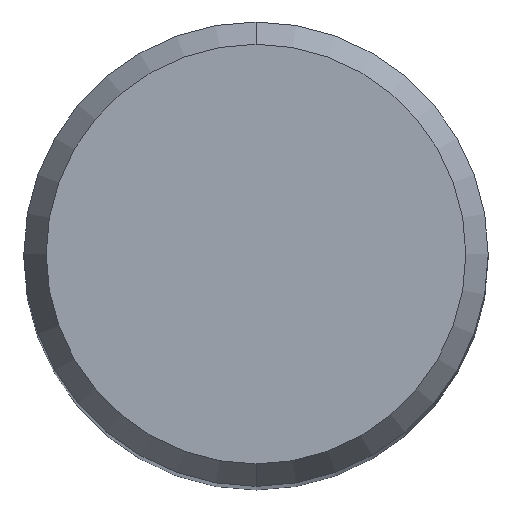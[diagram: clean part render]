
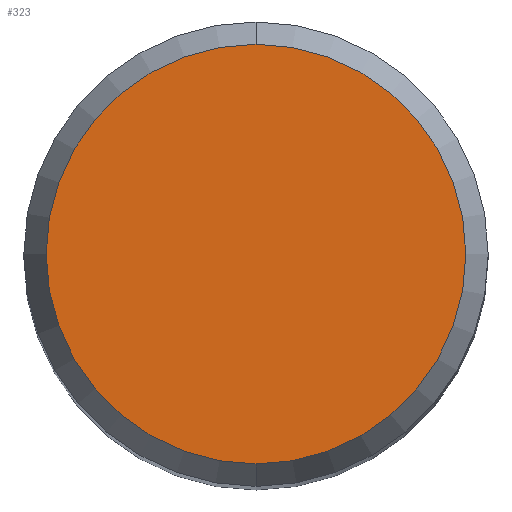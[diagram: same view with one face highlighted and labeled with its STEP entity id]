
A CAD part, top view. The second image highlights one B-rep face of the part: STEP entity #323.
In plain terms, the highlighted planar face has unit normal (0, 0, 1).
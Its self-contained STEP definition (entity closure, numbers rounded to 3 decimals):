
#191=VERTEX_POINT('',#484);
#237=EDGE_CURVE('',#437,#191,#532,.T.);
#323=ADVANCED_FACE('',(#632),#633,.T.);
#397=EDGE_CURVE('',#191,#437,#713,.T.);
#437=VERTEX_POINT('',#755);
#484=CARTESIAN_POINT('',(0.,-5.423,53.874));
#532=CIRCLE('',#904,5.423);
#632=FACE_OUTER_BOUND('',#1087,.T.);
#633=PLANE('',#1088);
#713=CIRCLE('',#1298,5.423);
#755=CARTESIAN_POINT('',(0.0,5.423,53.874));
#904=AXIS2_PLACEMENT_3D('',#1476,#1477,#1478);
#1087=EDGE_LOOP('',(#1617,#1618));
#1088=AXIS2_PLACEMENT_3D('',#1619,#1620,#1621);
#1298=AXIS2_PLACEMENT_3D('',#1704,#1705,#1706);
#1476=CARTESIAN_POINT('',(0.0,0.0,53.874));
#1477=DIRECTION('',(0.0,0.0,-1.0));
#1478=DIRECTION('',(0.0,1.0,0.0));
#1617=ORIENTED_EDGE('',*,*,#237,.F.);
#1618=ORIENTED_EDGE('',*,*,#397,.F.);
#1619=CARTESIAN_POINT('',(0.0,2.711,53.874));
#1620=DIRECTION('',(-0.0,0.0,1.0));
#1621=DIRECTION('',(0.0,-1.0,0.0));
#1704=CARTESIAN_POINT('',(0.0,0.0,53.874));
#1705=DIRECTION('',(0.0,0.0,-1.0));
#1706=DIRECTION('',(0.0,1.0,0.0));
